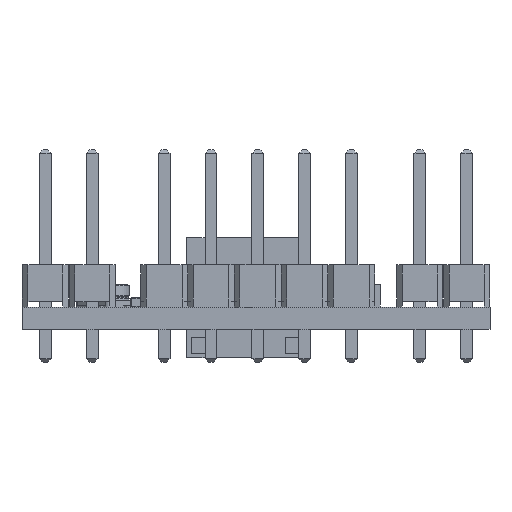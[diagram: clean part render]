
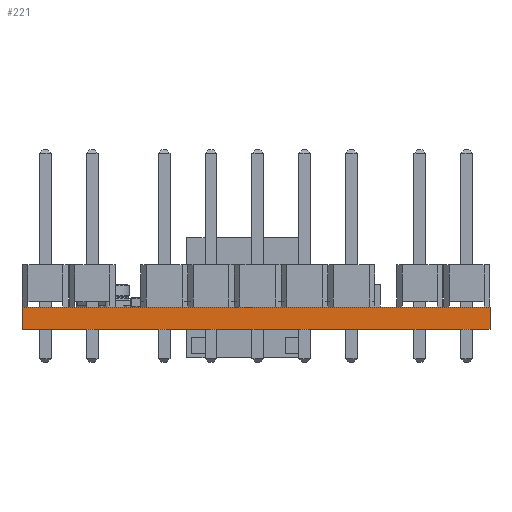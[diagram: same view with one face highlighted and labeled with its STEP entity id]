
A CAD part, front view. The second image highlights one B-rep face of the part: STEP entity #221.
In plain terms, the highlighted planar face has unit normal (0, -1, 0).
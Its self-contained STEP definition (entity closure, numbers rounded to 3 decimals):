
#196 = VERTEX_POINT('',#197);
#197 = CARTESIAN_POINT('',(25.4,0.,1.21));
#203 = EDGE_CURVE('',#204,#196,#206,.T.);
#204 = VERTEX_POINT('',#205);
#205 = CARTESIAN_POINT('',(25.4,0.,0.));
#206 = LINE('',#207,#208);
#207 = CARTESIAN_POINT('',(25.4,0.,0.));
#208 = VECTOR('',#209,1.);
#209 = DIRECTION('',(0.,0.,1.));
#221 = ADVANCED_FACE('',(#222),#247,.T.);
#222 = FACE_BOUND('',#223,.T.);
#223 = EDGE_LOOP('',(#224,#225,#233,#241));
#224 = ORIENTED_EDGE('',*,*,#203,.T.);
#225 = ORIENTED_EDGE('',*,*,#226,.T.);
#226 = EDGE_CURVE('',#196,#227,#229,.T.);
#227 = VERTEX_POINT('',#228);
#228 = CARTESIAN_POINT('',(0.,0.,1.21));
#229 = LINE('',#230,#231);
#230 = CARTESIAN_POINT('',(25.4,0.,1.21));
#231 = VECTOR('',#232,1.);
#232 = DIRECTION('',(-1.,0.,0.));
#233 = ORIENTED_EDGE('',*,*,#234,.F.);
#234 = EDGE_CURVE('',#235,#227,#237,.T.);
#235 = VERTEX_POINT('',#236);
#236 = CARTESIAN_POINT('',(0.,0.,0.));
#237 = LINE('',#238,#239);
#238 = CARTESIAN_POINT('',(0.,0.,0.));
#239 = VECTOR('',#240,1.);
#240 = DIRECTION('',(0.,0.,1.));
#241 = ORIENTED_EDGE('',*,*,#242,.F.);
#242 = EDGE_CURVE('',#204,#235,#243,.T.);
#243 = LINE('',#244,#245);
#244 = CARTESIAN_POINT('',(25.4,0.,0.));
#245 = VECTOR('',#246,1.);
#246 = DIRECTION('',(-1.,0.,0.));
#247 = PLANE('',#248);
#248 = AXIS2_PLACEMENT_3D('',#249,#250,#251);
#249 = CARTESIAN_POINT('',(25.4,0.,0.));
#250 = DIRECTION('',(0.,-1.,0.));
#251 = DIRECTION('',(-1.,0.,0.));
